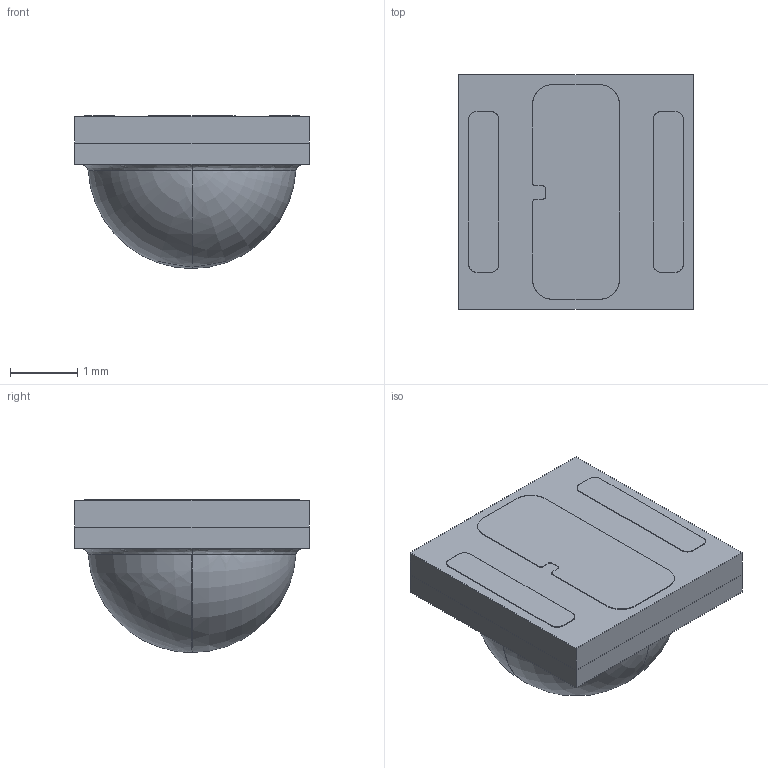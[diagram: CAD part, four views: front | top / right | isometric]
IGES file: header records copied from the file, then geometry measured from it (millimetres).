
Start section: SolidWorks IGES file using analytic representation for surfaces
Global section: file name: NVSx219GL-L1.IGS; native system: SolidWorks 2022; preprocessor: SolidWorks 2022; author: HIshizawa; date: 240620.161835; units: metre
Bounding box: 3.5 x 3.5 x 2.28 mm (x, y, z)
Surface area: 66.4 mm2 (no closed solid volume)
Topology: 0 solids, 0 shells, 55 faces, 408 edges, 408 vertices
Faces by surface type: bspline 35, revolution 20
